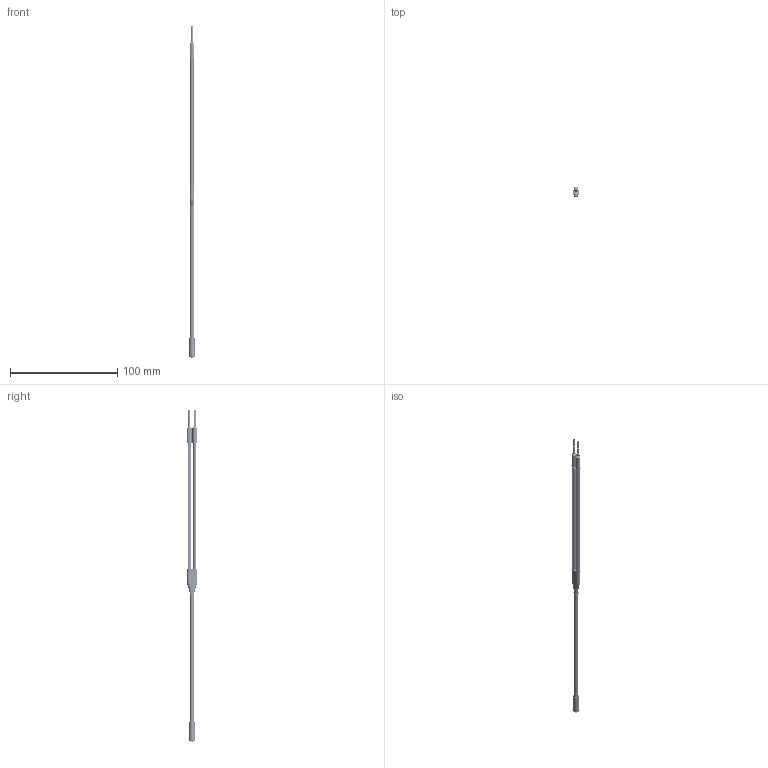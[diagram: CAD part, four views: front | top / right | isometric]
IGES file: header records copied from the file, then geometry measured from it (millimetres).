
Start section:  PTC IGES file: 192791.igs
Global section: file name: 192791.igs; native system: Creo Parametric by Parametric Technology Corporation; preprocessor: 2013230; author: pdmadmin; organization: Unknown; date: 20160209.164242; units: millimetre
Bounding box: 5.96 x 9.78 x 309.65 mm (x, y, z)
Volume: 1852.6 mm3; surface area: 69396 mm2
Topology: 12 solids, 12 shells, 2116 faces, 10140 edges, 12898 vertices
Faces by surface type: revolution 1676, bspline 440
